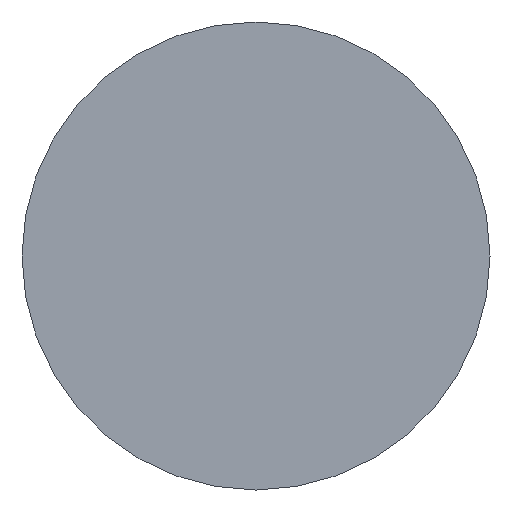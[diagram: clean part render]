
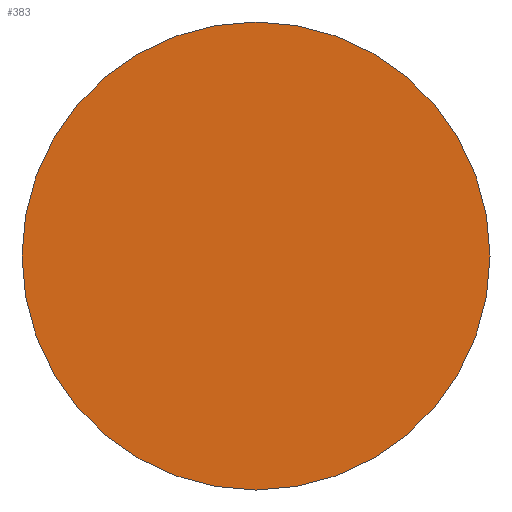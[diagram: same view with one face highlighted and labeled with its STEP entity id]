
A CAD part, front view. The second image highlights one B-rep face of the part: STEP entity #383.
In plain terms, the highlighted planar face has unit normal (0, -1, 0).
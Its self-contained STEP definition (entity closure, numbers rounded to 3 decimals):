
#267=VERTEX_POINT('',#587);
#295=VERTEX_POINT('',#617);
#345=EDGE_CURVE('',#295,#267,#672,.T.);
#383=ADVANCED_FACE('',(#717),#718,.T.);
#445=EDGE_CURVE('',#267,#295,#788,.T.);
#587=CARTESIAN_POINT('',(-50.0,-50.0,0.0));
#617=CARTESIAN_POINT('',(50.0,-50.0,0.));
#672=CIRCLE('',#1061,50.0);
#717=FACE_OUTER_BOUND('',#1122,.T.);
#718=PLANE('',#1123);
#788=CIRCLE('',#1214,50.0);
#1061=AXIS2_PLACEMENT_3D('',#1450,#1451,#1452);
#1122=EDGE_LOOP('',(#1517,#1518));
#1123=AXIS2_PLACEMENT_3D('',#1519,#1520,#1521);
#1214=AXIS2_PLACEMENT_3D('',#1626,#1627,#1628);
#1450=CARTESIAN_POINT('',(0.,-50.0,0.0));
#1451=DIRECTION('',(0.,-1.0,0.0));
#1452=DIRECTION('',(-1.0,0.,0.0));
#1517=ORIENTED_EDGE('',*,*,#445,.T.);
#1518=ORIENTED_EDGE('',*,*,#345,.T.);
#1519=CARTESIAN_POINT('',(0.,-50.0,0.0));
#1520=DIRECTION('',(0.,-1.0,0.0));
#1521=DIRECTION('',(-1.0,0.,0.0));
#1626=CARTESIAN_POINT('',(0.,-50.0,0.0));
#1627=DIRECTION('',(0.,-1.0,0.0));
#1628=DIRECTION('',(-1.0,0.,0.0));
